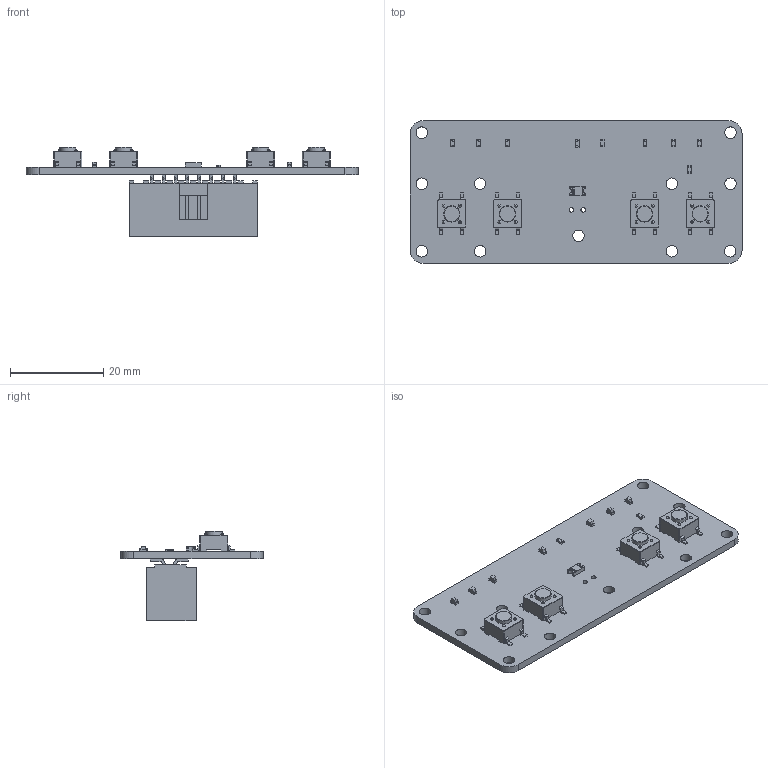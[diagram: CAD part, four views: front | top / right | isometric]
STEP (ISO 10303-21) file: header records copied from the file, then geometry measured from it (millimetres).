
FILE_DESCRIPTION(/* description */ (''),/* implementation_level */ '2;1');
FILE_NAME(/* name */ '2A-mill-vent_FP v1.step',/* time_stamp */ '2020-07-04T19:32:40-07:00',/* author */ (''),/* organization */ (''),/* preprocessor_version */ 'ST-DEVELOPER v18.1',/* originating_system */ 'Autodesk Translation Framework v9.3.0.1241',/* authorisation */ '');
FILE_SCHEMA (('AUTOMOTIVE_DESIGN { 1 0 10303 214 3 1 1 }'));
Length unit declared in the file: millimetre
Products named in the file (12): 2A-mill-vent_FP; SW_SPST_PTS645; SOLID (3); 713491006; COMPOUND (1); D_1206_3216Metric; SOLID (2); LED_0603_1608Metric; SOLID (1); R_0603_1608Metric; SOLID; COMPOUND
Assembly tree (21 placements, depth 3):
  2A-mill-vent_FP
    SW_SPST_PTS645  x4
      SOLID (3)
    713491006
      COMPOUND (1)
    D_1206_3216Metric
      SOLID (2)
    LED_0603_1608Metric  x7
      SOLID (1)
    R_0603_1608Metric  x2
      SOLID
    COMPOUND
Bounding box: 71.06 x 30.48 x 19.21 mm (x, y, z)
Volume: 5521.9 mm3; surface area: 8118.6 mm2
Topology: 16 solids, 16 shells, 1163 faces, 3037 edges, 1990 vertices
Faces by surface type: plane 892, cylinder 251, bspline 16, cone 4
Full cylindrical faces by diameter (mm): 0.6 x16, 1 x2, 2.461 x11, 3.5 x4
Entity records: 18037 total; most frequent: CARTESIAN_POINT 3720, ORIENTED_EDGE 2848, DIRECTION 2783, EDGE_CURVE 1424, LINE 1199, VECTOR 1199, VERTEX_POINT 941, AXIS2_PLACEMENT_3D 792
